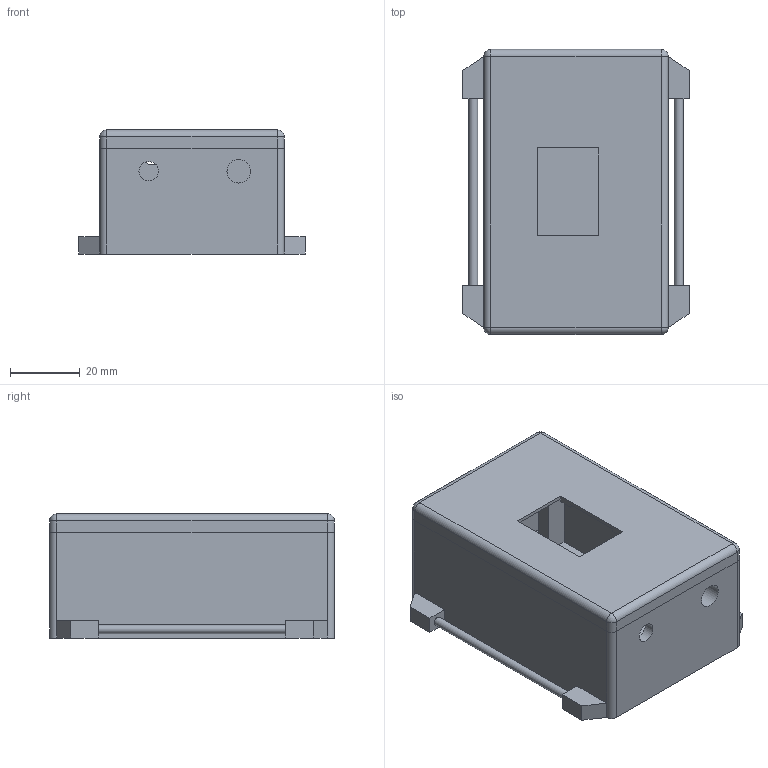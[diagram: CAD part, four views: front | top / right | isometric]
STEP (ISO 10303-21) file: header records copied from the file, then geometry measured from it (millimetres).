
FILE_DESCRIPTION(/* description */ (''),/* implementation_level */ '2;1');
FILE_NAME(/* name */ 'HeadHome Watch Case.step',/* time_stamp */ '2023-03-31T23:17:26+08:00',/* author */ (''),/* organization */ (''),/* preprocessor_version */ 'ST-DEVELOPER v19.2',/* originating_system */ 'Autodesk Translation Framework v11.17.0.187',/* authorisation */ '');
FILE_SCHEMA (('AUTOMOTIVE_DESIGN { 1 0 10303 214 3 1 1 }'));
Length unit declared in the file: millimetre
Products named in the file (3): HeadHome Draft 2; Bottom;  Top
Assembly tree (2 placements, depth 2):
  HeadHome Draft 2
    Bottom
     Top
Bounding box: 64.8 x 81.5 x 35.5 mm (x, y, z)
Volume: 22067.3 mm3; surface area: 38149.2 mm2
Topology: 2 solids, 2 shells, 156 faces, 400 edges, 256 vertices
Faces by surface type: plane 120, cylinder 24, cone 8, sphere 4
Full cylindrical faces by diameter (mm): 1.3 x4, 1.623 x4, 2.5 x2, 5.529 x1, 6.779 x1
Entity records: 4705 total; most frequent: CARTESIAN_POINT 809, ORIENTED_EDGE 784, DIRECTION 762, EDGE_CURVE 392, LINE 344, VECTOR 344, VERTEX_POINT 256, AXIS2_PLACEMENT_3D 209
